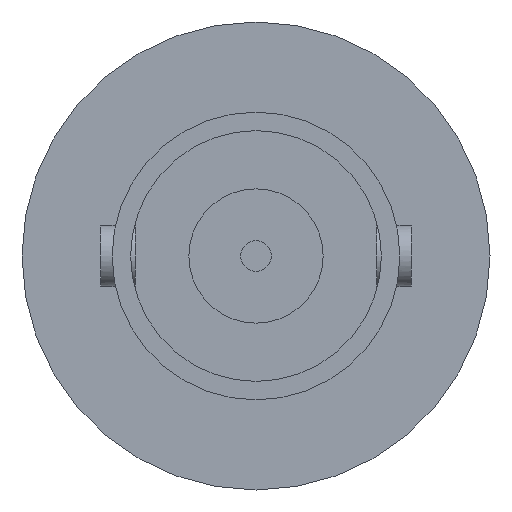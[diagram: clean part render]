
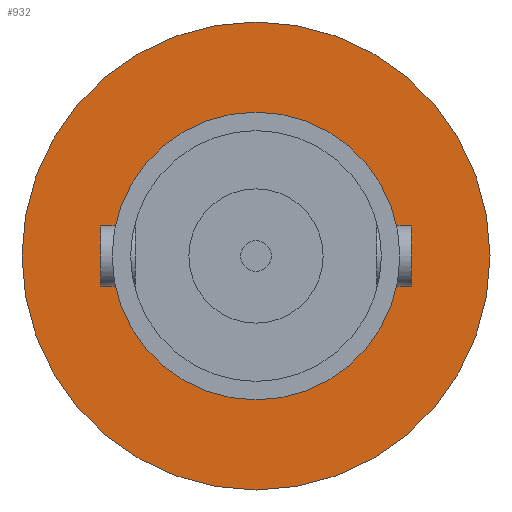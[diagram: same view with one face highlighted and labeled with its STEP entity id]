
A CAD part, front view. The second image highlights one B-rep face of the part: STEP entity #932.
In plain terms, the highlighted planar face has unit normal (0, -1, 0).
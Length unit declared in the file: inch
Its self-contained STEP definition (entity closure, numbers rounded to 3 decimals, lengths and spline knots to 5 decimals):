
#534 = EDGE_CURVE ( 'NONE', #648, #535, #2044, .T. ) ;
#535 = VERTEX_POINT ( 'NONE', #2062 ) ;
#566 = EDGE_CURVE ( 'NONE', #675, #567, #2324, .T. ) ;
#567 = VERTEX_POINT ( 'NONE', #2345 ) ;
#608 = ORIENTED_EDGE ( 'NONE', *, *, #613, .F. ) ;
#609 = ORIENTED_EDGE ( 'NONE', *, *, #534, .F. ) ;
#613 = EDGE_CURVE ( 'NONE', #535, #648, #2218, .T. ) ;
#648 = VERTEX_POINT ( 'NONE', #2272 ) ;
#675 = VERTEX_POINT ( 'NONE', #2584 ) ;
#812 = ORIENTED_EDGE ( 'NONE', *, *, #566, .F. ) ;
#863 = EDGE_CURVE ( 'NONE', #567, #675, #2705, .T. ) ;
#932 = ADVANCED_FACE ( 'NONE', ( #2860, #2859 ), #2924, .F. ) ;
#933 = EDGE_LOOP ( 'NONE', ( #934, #812 ) ) ;
#934 = ORIENTED_EDGE ( 'NONE', *, *, #863, .F. ) ;
#960 = EDGE_LOOP ( 'NONE', ( #608, #609 ) ) ;
#2044 = CIRCLE ( 'NONE', #2066, 0.1875 ) ;
#2062 = CARTESIAN_POINT ( 'NONE',  ( 0., 0., 0.1875 ) ) ;
#2063 = DIRECTION ( 'NONE',  ( 0., 0., 1. ) ) ;
#2064 = DIRECTION ( 'NONE',  ( 0., -1., 0. ) ) ;
#2065 = CARTESIAN_POINT ( 'NONE',  ( 0., 0., 0. ) ) ;
#2066 = AXIS2_PLACEMENT_3D ( 'NONE', #2065, #2064, #2063 ) ;
#2150 = CARTESIAN_POINT ( 'NONE',  ( 0., 0., 0. ) ) ;
#2215 = DIRECTION ( 'NONE',  ( 0., 0., 1. ) ) ;
#2216 = DIRECTION ( 'NONE',  ( 0., -1., 0. ) ) ;
#2217 = AXIS2_PLACEMENT_3D ( 'NONE', #2150, #2216, #2215 ) ;
#2218 = CIRCLE ( 'NONE', #2217, 0.1875 ) ;
#2272 = CARTESIAN_POINT ( 'NONE',  ( 0., 0., -0.1875 ) ) ;
#2324 = CIRCLE ( 'NONE', #2349, 0.305 ) ;
#2345 = CARTESIAN_POINT ( 'NONE',  ( 0., 0., -0.305 ) ) ;
#2346 = DIRECTION ( 'NONE',  ( 0., 0., 1. ) ) ;
#2347 = DIRECTION ( 'NONE',  ( 0., 1., 0. ) ) ;
#2348 = CARTESIAN_POINT ( 'NONE',  ( 0., 0., 0. ) ) ;
#2349 = AXIS2_PLACEMENT_3D ( 'NONE', #2348, #2347, #2346 ) ;
#2584 = CARTESIAN_POINT ( 'NONE',  ( 0., 0., 0.305 ) ) ;
#2699 = CARTESIAN_POINT ( 'NONE',  ( 0., 0., 0. ) ) ;
#2700 = AXIS2_PLACEMENT_3D ( 'NONE', #2699, #2806, #2805 ) ;
#2705 = CIRCLE ( 'NONE', #2700, 0.305 ) ;
#2805 = DIRECTION ( 'NONE',  ( 0., 0., 1. ) ) ;
#2806 = DIRECTION ( 'NONE',  ( 0., 1., 0. ) ) ;
#2859 = FACE_BOUND ( 'NONE', #960, .T. ) ;
#2860 = FACE_OUTER_BOUND ( 'NONE', #933, .T. ) ;
#2916 = DIRECTION ( 'NONE',  ( 0., 0., 1. ) ) ;
#2917 = DIRECTION ( 'NONE',  ( 0., 1., 0. ) ) ;
#2918 = CARTESIAN_POINT ( 'NONE',  ( 0., 0., 0. ) ) ;
#2919 = AXIS2_PLACEMENT_3D ( 'NONE', #2918, #2917, #2916 ) ;
#2924 = PLANE ( 'NONE',  #2919 ) ;
